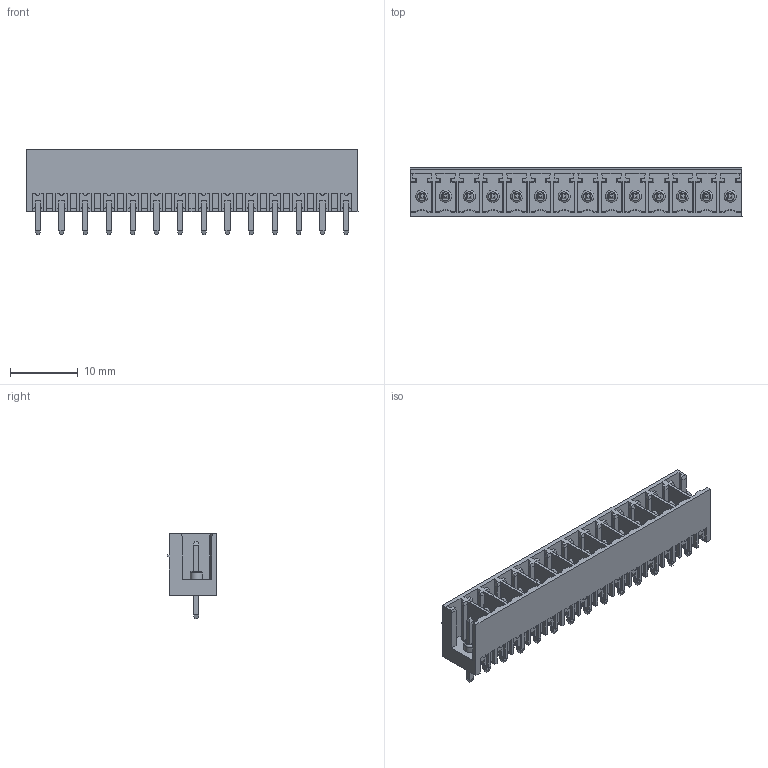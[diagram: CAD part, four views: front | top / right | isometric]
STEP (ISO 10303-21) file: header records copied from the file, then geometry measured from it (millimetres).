
FILE_DESCRIPTION(('STEP AP214'),'1');
FILE_NAME('PV14-3,5-V.stp','2018-11-29T10:14:20',(' '),(' '),'Spatial InterOp 3D',' ',' ');
FILE_SCHEMA(('AUTOMOTIVE_DESIGN { 1 0 10303 214 1 1 1 1 }'));
Length unit declared in the file: metre
Products named in the file (1): 1
Bounding box: 49 x 7.25 x 12.6 mm (x, y, z)
Volume: 1605.2 mm3; surface area: 4202.4 mm2
Topology: 1 solids, 1 shells, 941 faces, 2445 edges, 1546 vertices
Faces by surface type: plane 870, cylinder 43, torus 14, cone 14
Full cylindrical faces by diameter (mm): 1.8 x14
Entity records: 35244 total; most frequent: CARTESIAN_POINT 4961, ORIENTED_EDGE 4806, DIRECTION 4373, EDGE_CURVE 2403, LINE 2261, VECTOR 2261, VERTEX_POINT 1532, AXIS2_PLACEMENT_3D 1056
